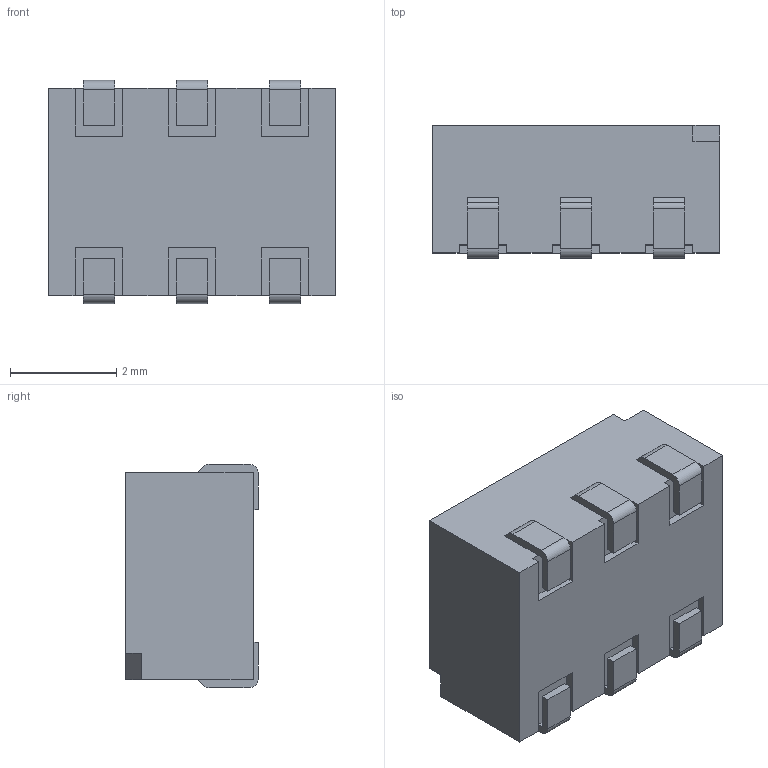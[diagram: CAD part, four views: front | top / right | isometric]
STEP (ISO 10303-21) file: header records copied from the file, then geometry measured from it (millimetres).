
FILE_DESCRIPTION (( 'STEP AP214' ), '1' );
FILE_NAME ('CAS-D20TA.STEP', '2020-07-29T22:49:36', ( '' ), ( '' ), 'SwSTEP 2.0', 'SolidWorks 2017', '' );
FILE_SCHEMA (( 'AUTOMOTIVE_DESIGN' ));
Length unit declared in the file: millimetre
Products named in the file (1): CAS-D20TA
Bounding box: 5.4 x 2.5 x 4.2 mm (x, y, z)
Volume: 49.8 mm3; surface area: 115.1 mm2
Topology: 10 solids, 10 shells, 141 faces, 346 edges, 228 vertices
Faces by surface type: plane 119, cylinder 22
Entity records: 4215 total; most frequent: CARTESIAN_POINT 716, ORIENTED_EDGE 692, DIRECTION 674, EDGE_CURVE 346, LINE 302, VECTOR 302, VERTEX_POINT 228, AXIS2_PLACEMENT_3D 186
